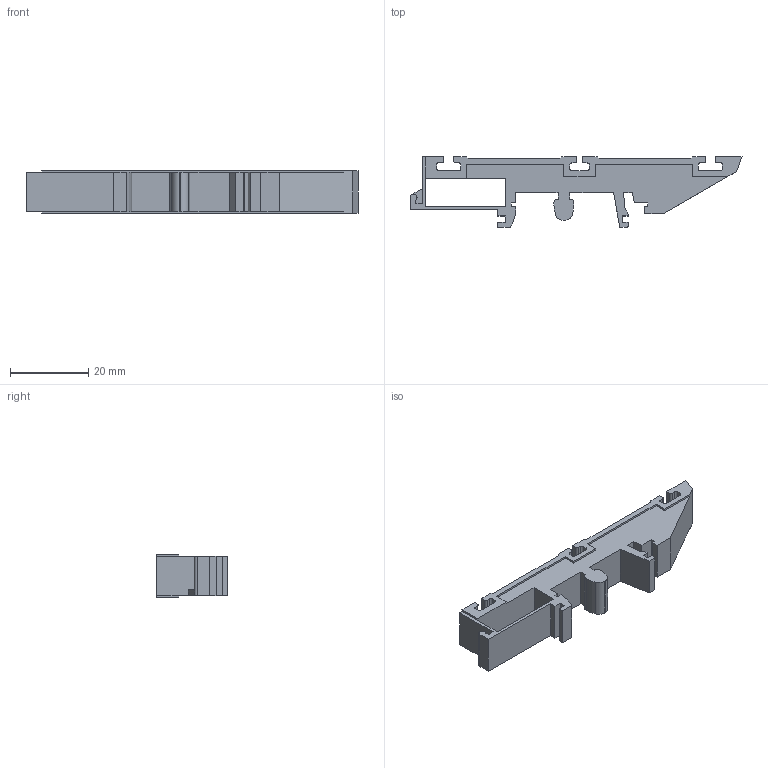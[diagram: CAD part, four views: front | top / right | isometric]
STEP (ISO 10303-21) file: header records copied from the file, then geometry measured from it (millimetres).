
FILE_DESCRIPTION(('OneSpaceDesigner STEP Export'),'2;1');
FILE_NAME('UM_72_FE.stp','2005-08-29T10:09:50',(''),(''),'OneSpace Designer STEP processor for AP214 (Solid Model)','OneSpace Designer 13.01 05-Feb-2005 (C) CoCreate Software GmbH','');
FILE_SCHEMA(('AUTOMOTIVE_DESIGN { 1 0 10303 214 1 1 1 1 }'));
Length unit declared in the file: millimetre
Products named in the file (2): UM_72-FE_H.Select
Assembly tree (1 placements, depth 2):
  UM_72-FE_H.Select
    UM_72-FE_H.Select
Bounding box: 85 x 18.1 x 11 mm (x, y, z)
Volume: 7543.6 mm3; surface area: 5204.7 mm2
Topology: 1 solids, 1 shells, 130 faces, 388 edges, 258 vertices
Faces by surface type: plane 100, cylinder 30
Entity records: 5371 total; most frequent: ORIENTED_EDGE 776, CARTESIAN_POINT 767, DIRECTION 691, EDGE_CURVE 388, VECTOR 327, LINE 327, VERTEX_POINT 258, AXIS2_PLACEMENT_3D 182
